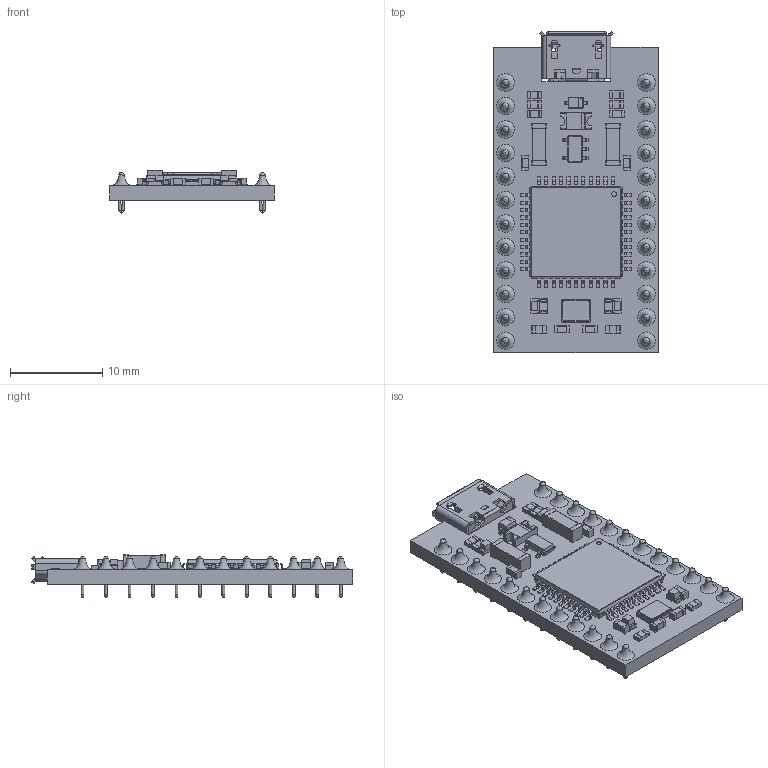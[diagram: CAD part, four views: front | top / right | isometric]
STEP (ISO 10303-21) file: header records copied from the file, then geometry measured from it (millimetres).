
FILE_DESCRIPTION(/* description */ (''),/* implementation_level */ '2;1');
FILE_NAME(/* name */ 'nice!nano.step',/* time_stamp */ '2022-10-10T02:05:55-05:00',/* author */ (''),/* organization */ (''),/* preprocessor_version */ 'ST-DEVELOPER v19',/* originating_system */ 'Autodesk Translation Framework v11.7.0.108',/* authorisation */ '');
FILE_SCHEMA (('AUTOMOTIVE_DESIGN { 1 0 10303 214 3 1 1 }'));
Products named in the file (13): nice!nano; Pro Micro v4; TQFP-44_10x10mm_P0.8mm v1; USB_Micro-B_Molex_47346-0001 v1; R_0603 v1; LED_0603_1608Metric v1; C_0603_1608Metric v1; Crystal_SMD_3225-4Pin_3.2x2.5mm v1; D_SOD-323 v1; D_1206_3216Metric v1; TSOT-23-5 v1; C_1806_4516Metric v1; conthrough v2
Assembly tree (28 placements, depth 3):
  nice!nano
    Pro Micro v4
      TQFP-44_10x10mm_P0.8mm v1
      USB_Micro-B_Molex_47346-0001 v1
      R_0603 v1  x6
      LED_0603_1608Metric v1  x3
      C_0603_1608Metric v1  x8
      Crystal_SMD_3225-4Pin_3.2x2.5mm v1
      D_SOD-323 v1
      D_1206_3216Metric v1
      TSOT-23-5 v1
      C_1806_4516Metric v1  x2
    conthrough v2  x2
Bounding box: 17.78 x 34.73 x 4.6 mm (x, y, z)
Volume: 1122.4 mm3; surface area: 2397.9 mm2
Topology: 74 solids, 74 shells, 2365 faces, 6244 edges, 4025 vertices
Faces by surface type: plane 1589, cylinder 652, torus 48, bspline 48, cone 24, sphere 4
Full cylindrical faces by diameter (mm): 0.3 x72, 0.5 x1, 1.9 x24
Entity records: 62506 total; most frequent: CARTESIAN_POINT 14603, ORIENTED_EDGE 9608, DIRECTION 9548, EDGE_CURVE 4804, LINE 3578, VECTOR 3578, VERTEX_POINT 3089, AXIS2_PLACEMENT_3D 2985
